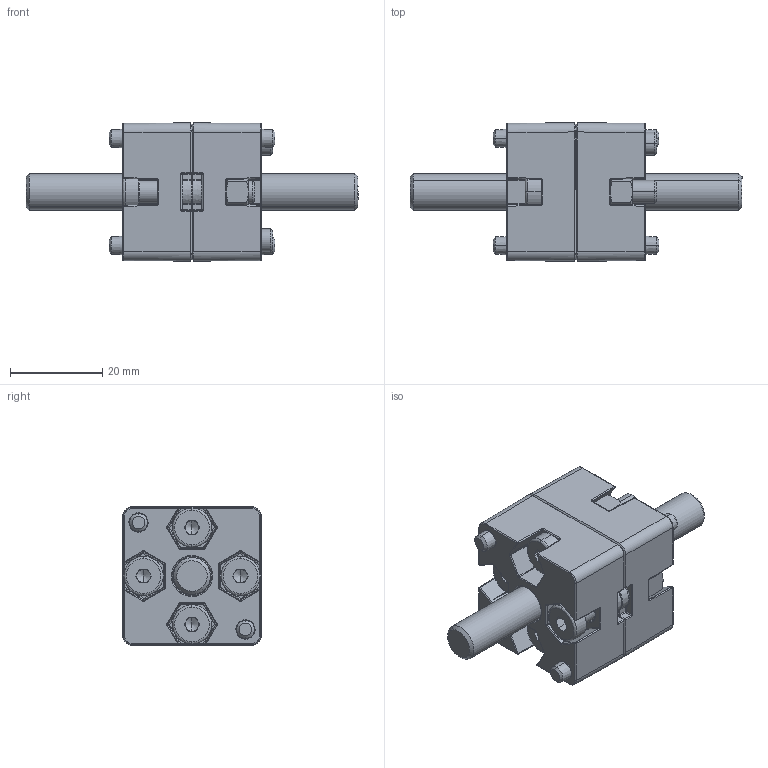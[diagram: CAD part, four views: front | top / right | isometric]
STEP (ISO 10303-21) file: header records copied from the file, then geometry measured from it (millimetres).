
FILE_DESCRIPTION (( 'STEP AP214' ), '1' );
FILE_NAME ('6268500', '2019-01-28T17:16:25', ( '' ), ('JUGARD+KÜNSTNER GmbH'), 'SwSTEP 2.0', 'SolidWorks 2017', '' );
FILE_SCHEMA (( 'AUTOMOTIVE_DESIGN' ));
Length unit declared in the file: millimetre
Products named in the file (5): Part8; Part9; Part2; Part4; 6268500
Assembly tree (12 placements, depth 2):
  6268500
    Part4  x2
    Part2  x2
    Part9  x4
    Part8  x4
Bounding box: 72 x 29.99 x 29.99 mm (x, y, z)
Volume: 22702.5 mm3; surface area: 17876.1 mm2
Topology: 12 solids, 12 shells, 2050 faces, 4620 edges, 2564 vertices
Faces by surface type: bspline 784, cylinder 696, plane 412, cone 158
Entity records: 45248 total; most frequent: CARTESIAN_POINT 15332, ORIENTED_EDGE 4336, DIRECTION 3499, EDGE_CURVE 2168, AXIS2_PLACEMENT_3D 1332, VERTEX_POINT 1215, EDGE_LOOP 991, UNCERTAINTY_MEASURE_WITH_UNIT 983
